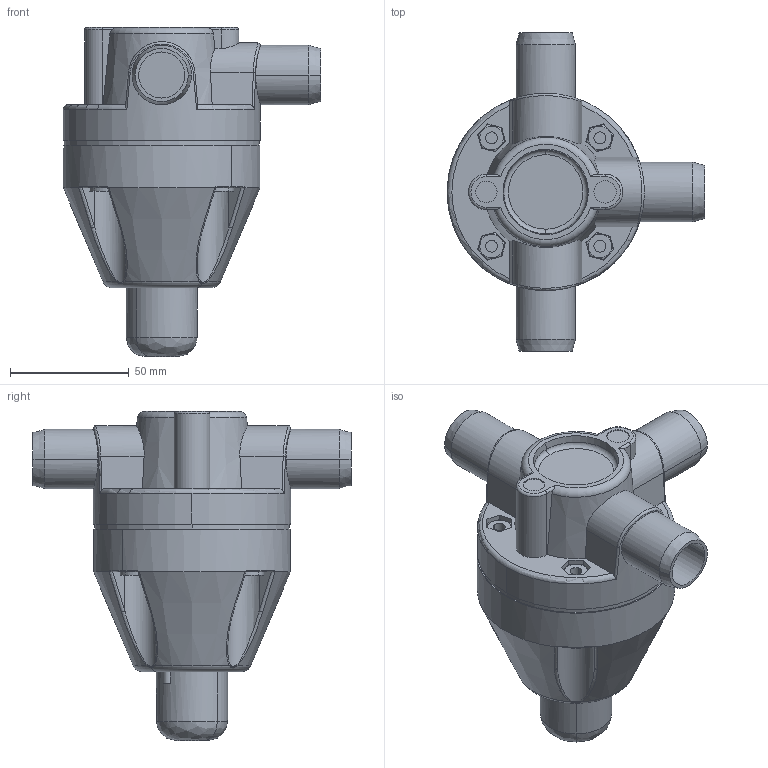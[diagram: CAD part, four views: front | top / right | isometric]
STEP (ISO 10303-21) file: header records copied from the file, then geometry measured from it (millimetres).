
FILE_DESCRIPTION((''),'2;1');
FILE_NAME('KU_PVC_20_17000122_ASM','2019-03-11T',('Kattner'),(''),'PRO/ENGINEER BY PARAMETRIC TECHNOLOGY CORPORATION, 2016360','PRO/ENGINEER BY PARAMETRIC TECHNOLOGY CORPORATION, 2016360','');
FILE_SCHEMA(('AUTOMOTIVE_DESIGN { 1 0 10303 214 1 1 1 1 }'));
Length unit declared in the file: millimetre
Products named in the file (1): KU_PVC_20_17000122_ASM
Bounding box: 108.5 x 134 x 138.5 mm (x, y, z)
Volume: 439194.8 mm3; surface area: 51425.4 mm2
Topology: 1 solids, 1 shells, 240 faces, 613 edges, 402 vertices
Faces by surface type: plane 105, cylinder 57, cone 30, bspline 27, torus 21
Entity records: 10392 total; most frequent: CARTESIAN_POINT 4448, ORIENTED_EDGE 1226, DIRECTION 1027, EDGE_CURVE 613, AXIS2_PLACEMENT_3D 409, VERTEX_POINT 402, EDGE_LOOP 267, FACE_OUTER_BOUND 240
